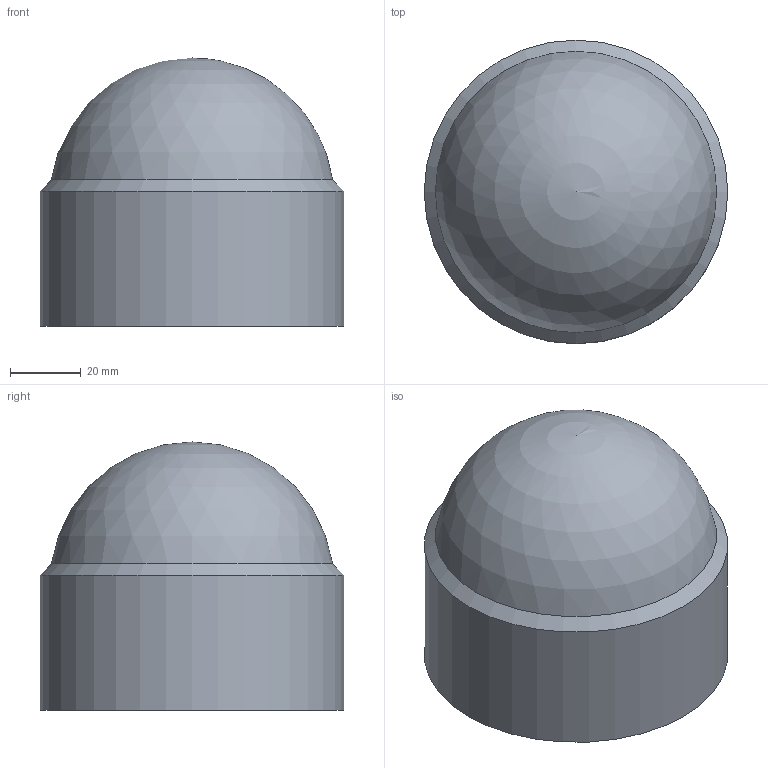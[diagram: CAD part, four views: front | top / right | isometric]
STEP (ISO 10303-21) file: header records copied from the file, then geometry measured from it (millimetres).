
FILE_DESCRIPTION( ( 'Unknown' ), '1' );
FILE_NAME( '7371487_CD70.stp', 'Unknown', ( 'Unknown' ), ( 'Unknown' ), 'PSStep 14.0', 'Unknown', ' ' );
FILE_SCHEMA( ( 'AUTOMOTIVE_DESIGN { 1 0 10303 214 1 1 1 1 }' ) );
Length unit declared in the file: millimetre
Products named in the file (1): 1
Bounding box: 85.5 x 85.5 x 75.5 mm (x, y, z)
Volume: 97638.3 mm3; surface area: 38748.6 mm2
Topology: 1 solids, 1 shells, 13 faces, 30 edges, 19 vertices
Faces by surface type: plane 8, cylinder 2, sphere 2, cone 1
Full cylindrical faces by diameter (mm): 66.61 x1, 85.5 x1
Entity records: 442 total; most frequent: DIRECTION 56, CARTESIAN_POINT 54, ORIENTED_EDGE 46, EDGE_CURVE 23, AXIS2_PLACEMENT_3D 19, EDGE_LOOP 18, LINE 18, VECTOR 18
